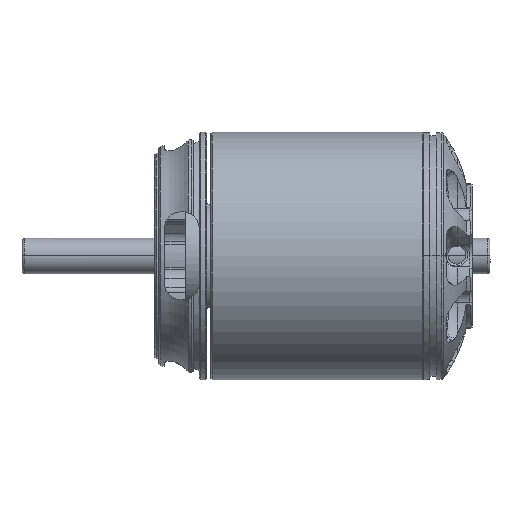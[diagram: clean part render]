
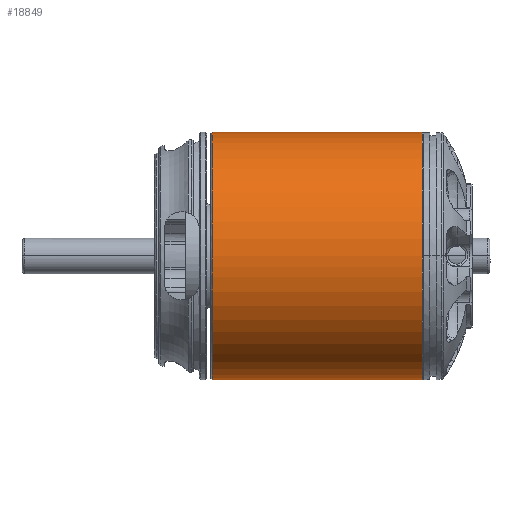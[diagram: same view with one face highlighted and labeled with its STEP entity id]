
A CAD part, top view. The second image highlights one B-rep face of the part: STEP entity #18849.
In plain terms, the highlighted cylindrical face has radius 14 mm (diameter 28 mm), a partial arc.
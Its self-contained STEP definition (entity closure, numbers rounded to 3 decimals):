
#146 = CARTESIAN_POINT ( 'NONE',  ( -20.95, 3.664, 13.636 ) ) ;
#460 = EDGE_CURVE ( 'NONE', #11929, #22997, #5865, .T. ) ;
#549 = CARTESIAN_POINT ( 'NONE',  ( 2.85, 3.664, 13.636 ) ) ;
#666 = CARTESIAN_POINT ( 'NONE',  ( 2.85, 1.833, 14. ) ) ;
#697 = EDGE_CURVE ( 'NONE', #23525, #11929, #14190, .T. ) ;
#1088 = CARTESIAN_POINT ( 'NONE',  ( 3., 0., 0. ) ) ;
#1727 = CARTESIAN_POINT ( 'NONE',  ( -20.95, -1.833, 14. ) ) ;
#1810 = CARTESIAN_POINT ( 'NONE',  ( -20.95, 12.233, 7.051 ) ) ;
#2080 = CARTESIAN_POINT ( 'NONE',  ( -20.95, -3.664, 13.636 ) ) ;
#2767 = DIRECTION ( 'NONE',  ( 0., -1., 0. ) ) ;
#3163 = CARTESIAN_POINT ( 'NONE',  ( -20.95, 0., 14. ) ) ;
#3349 = ORIENTED_EDGE ( 'NONE', *, *, #12003, .F. ) ;
#3379 = VERTEX_POINT ( 'NONE', #9621 ) ;
#3443 = ORIENTED_EDGE ( 'NONE', *, *, #19770, .F. ) ;
#3523 = CARTESIAN_POINT ( 'NONE',  ( -20.95, -8.604, 11.195 ) ) ;
#3735 = CARTESIAN_POINT ( 'NONE',  ( -20.95, 1.833, 14. ) ) ;
#4452 = CARTESIAN_POINT ( 'NONE',  ( 2.85, -12.233, 7.051 ) ) ;
#4484 = CARTESIAN_POINT ( 'NONE',  ( 2.85, -14., 0. ) ) ;
#4569 = CARTESIAN_POINT ( 'NONE',  ( 2.85, -7.051, 12.233 ) ) ;
#4610 = ORIENTED_EDGE ( 'NONE', *, *, #23281, .T. ) ;
#4814 = CARTESIAN_POINT ( 'NONE',  ( 2.85, -3.664, 13.636 ) ) ;
#4836 = CARTESIAN_POINT ( 'NONE',  ( 2.85, 11.195, 8.604 ) ) ;
#4953 = CARTESIAN_POINT ( 'NONE',  ( 2.85, 0., 14. ) ) ;
#5347 = CARTESIAN_POINT ( 'NONE',  ( -20.95, -14., 1.833 ) ) ;
#5387 = B_SPLINE_CURVE_WITH_KNOTS ( 'NONE', 3,
 ( #9215, #9099, #20454, #14756 ),
 .UNSPECIFIED., .F., .F.,
 ( 4, 4 ),
 ( 0., 1. ),
 .UNSPECIFIED. ) ;
#5557 = CARTESIAN_POINT ( 'NONE',  ( -20.95, 7.051, 12.233 ) ) ;
#5798 = CARTESIAN_POINT ( 'NONE',  ( -20.95, 14., 0. ) ) ;
#5865 = B_SPLINE_CURVE_WITH_KNOTS ( 'NONE', 3,
 ( #14018, #666, #549, #13343, #21400, #4836, #7792, #12217, #22651, #6092 ),
 .UNSPECIFIED., .F., .F.,
 ( 4, 2, 2, 2, 4 ),
 ( 0.5, 0.625, 0.75, 0.875, 1. ),
 .UNSPECIFIED. ) ;
#6092 = CARTESIAN_POINT ( 'NONE',  ( 2.85, 14., 0. ) ) ;
#6159 = CARTESIAN_POINT ( 'NONE',  ( 2.85, -14., 0. ) ) ;
#6259 = VERTEX_POINT ( 'NONE', #3163 ) ;
#7792 = CARTESIAN_POINT ( 'NONE',  ( 2.85, 12.233, 7.051 ) ) ;
#8608 = ORIENTED_EDGE ( 'NONE', *, *, #460, .T. ) ;
#9099 = CARTESIAN_POINT ( 'NONE',  ( -13.017, -14., 0. ) ) ;
#9215 = CARTESIAN_POINT ( 'NONE',  ( -20.95, -14., 0. ) ) ;
#9221 = CARTESIAN_POINT ( 'NONE',  ( -20.95, -14., 0. ) ) ;
#9509 = CARTESIAN_POINT ( 'NONE',  ( 2.85, 14., 0. ) ) ;
#9621 = CARTESIAN_POINT ( 'NONE',  ( -20.95, -14., 0. ) ) ;
#10095 = CARTESIAN_POINT ( 'NONE',  ( -13.017, 14., 0. ) ) ;
#10099 = CARTESIAN_POINT ( 'NONE',  ( -20.95, 14., 0. ) ) ;
#11107 = CARTESIAN_POINT ( 'NONE',  ( -20.95, 8.604, 11.195 ) ) ;
#11489 = EDGE_CURVE ( 'NONE', #22997, #18167, #12781, .T. ) ;
#11715 = CARTESIAN_POINT ( 'NONE',  ( 2.85, -11.195, 8.604 ) ) ;
#11832 = CARTESIAN_POINT ( 'NONE',  ( 2.85, -1.833, 14. ) ) ;
#11929 = VERTEX_POINT ( 'NONE', #4953 ) ;
#12003 = EDGE_CURVE ( 'NONE', #6259, #18167, #13050, .T. ) ;
#12071 = CARTESIAN_POINT ( 'NONE',  ( 2.85, 0., 14. ) ) ;
#12217 = CARTESIAN_POINT ( 'NONE',  ( 2.85, 13.636, 3.664 ) ) ;
#12256 = ORIENTED_EDGE ( 'NONE', *, *, #11489, .T. ) ;
#12709 = CARTESIAN_POINT ( 'NONE',  ( -20.95, -12.233, 7.051 ) ) ;
#12781 = B_SPLINE_CURVE_WITH_KNOTS ( 'NONE', 3,
 ( #9509, #22442, #10095, #15168 ),
 .UNSPECIFIED., .F., .F.,
 ( 4, 4 ),
 ( 0., 1. ),
 .UNSPECIFIED. ) ;
#12917 = CARTESIAN_POINT ( 'NONE',  ( -20.95, 11.195, 8.604 ) ) ;
#12991 = ORIENTED_EDGE ( 'NONE', *, *, #697, .T. ) ;
#13043 = CARTESIAN_POINT ( 'NONE',  ( -20.95, 14., 1.833 ) ) ;
#13050 = B_SPLINE_CURVE_WITH_KNOTS ( 'NONE', 3,
 ( #22121, #3735, #146, #5557, #11107, #12917, #1810, #16651, #13043, #5798 ),
 .UNSPECIFIED., .F., .F.,
 ( 4, 2, 2, 2, 4 ),
 ( 0.5, 0.625, 0.75, 0.875, 1. ),
 .UNSPECIFIED. ) ;
#13343 = CARTESIAN_POINT ( 'NONE',  ( 2.85, 7.051, 12.233 ) ) ;
#13695 = B_SPLINE_CURVE_WITH_KNOTS ( 'NONE', 3,
 ( #9221, #5347, #16448, #12709, #23847, #3523, #14994, #2080, #1727, #22037 ),
 .UNSPECIFIED., .F., .F.,
 ( 4, 2, 2, 2, 4 ),
 ( 0., 0.125, 0.25, 0.375, 0.5 ),
 .UNSPECIFIED. ) ;
#13766 = CARTESIAN_POINT ( 'NONE',  ( 2.85, -8.604, 11.195 ) ) ;
#14018 = CARTESIAN_POINT ( 'NONE',  ( 2.85, 0., 14. ) ) ;
#14031 = EDGE_LOOP ( 'NONE', ( #4610, #12991, #8608, #12256, #3349, #3443 ) ) ;
#14190 = B_SPLINE_CURVE_WITH_KNOTS ( 'NONE', 3,
 ( #6159, #15435, #19428, #4452, #11715, #13766, #4569, #4814, #11832, #12071 ),
 .UNSPECIFIED., .F., .F.,
 ( 4, 2, 2, 2, 4 ),
 ( 0., 0.125, 0.25, 0.375, 0.5 ),
 .UNSPECIFIED. ) ;
#14687 = AXIS2_PLACEMENT_3D ( 'NONE', #1088, #19313, #2767 ) ;
#14756 = CARTESIAN_POINT ( 'NONE',  ( 2.85, -14., 0. ) ) ;
#14994 = CARTESIAN_POINT ( 'NONE',  ( -20.95, -7.051, 12.233 ) ) ;
#15168 = CARTESIAN_POINT ( 'NONE',  ( -20.95, 14., 0. ) ) ;
#15435 = CARTESIAN_POINT ( 'NONE',  ( 2.85, -14., 1.833 ) ) ;
#15561 = CYLINDRICAL_SURFACE ( 'NONE', #14687, 14. ) ;
#16448 = CARTESIAN_POINT ( 'NONE',  ( -20.95, -13.636, 3.664 ) ) ;
#16651 = CARTESIAN_POINT ( 'NONE',  ( -20.95, 13.636, 3.664 ) ) ;
#17373 = FACE_OUTER_BOUND ( 'NONE', #14031, .T. ) ;
#18167 = VERTEX_POINT ( 'NONE', #10099 ) ;
#18849 = ADVANCED_FACE ( 'NONE', ( #17373 ), #15561, .T. ) ;
#19313 = DIRECTION ( 'NONE',  ( -1., 0., 0. ) ) ;
#19428 = CARTESIAN_POINT ( 'NONE',  ( 2.85, -13.636, 3.664 ) ) ;
#19770 = EDGE_CURVE ( 'NONE', #3379, #6259, #13695, .T. ) ;
#20454 = CARTESIAN_POINT ( 'NONE',  ( -5.083, -14., 0. ) ) ;
#21400 = CARTESIAN_POINT ( 'NONE',  ( 2.85, 8.604, 11.195 ) ) ;
#22037 = CARTESIAN_POINT ( 'NONE',  ( -20.95, 0., 14. ) ) ;
#22121 = CARTESIAN_POINT ( 'NONE',  ( -20.95, 0., 14. ) ) ;
#22180 = CARTESIAN_POINT ( 'NONE',  ( 2.85, 14., 0. ) ) ;
#22442 = CARTESIAN_POINT ( 'NONE',  ( -5.083, 14., 0. ) ) ;
#22651 = CARTESIAN_POINT ( 'NONE',  ( 2.85, 14., 1.833 ) ) ;
#22997 = VERTEX_POINT ( 'NONE', #22180 ) ;
#23281 = EDGE_CURVE ( 'NONE', #3379, #23525, #5387, .T. ) ;
#23525 = VERTEX_POINT ( 'NONE', #4484 ) ;
#23847 = CARTESIAN_POINT ( 'NONE',  ( -20.95, -11.195, 8.604 ) ) ;
